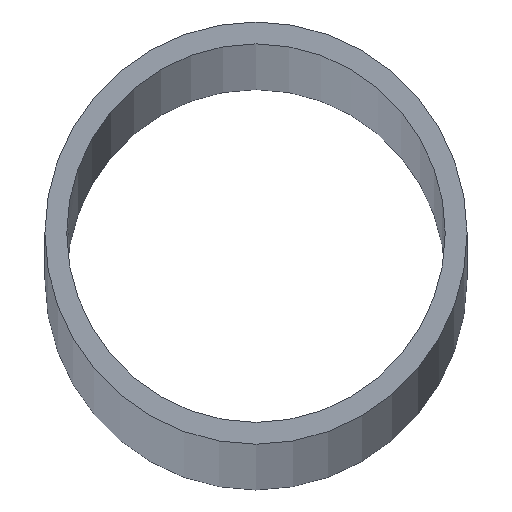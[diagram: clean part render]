
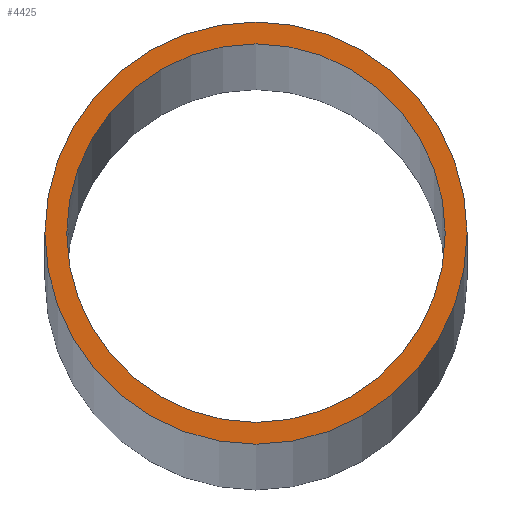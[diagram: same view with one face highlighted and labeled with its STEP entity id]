
A CAD part, top view. The second image highlights one B-rep face of the part: STEP entity #4425.
In plain terms, the highlighted planar face has unit normal (0, 0, 1).
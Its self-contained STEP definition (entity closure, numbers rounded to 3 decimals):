
#119 = VERTEX_POINT ( 'NONE', #632 ) ;
#632 = CARTESIAN_POINT ( 'NONE',  ( 21.65, 0., 1500. ) ) ;
#644 = VERTEX_POINT ( 'NONE', #5103 ) ;
#722 = EDGE_LOOP ( 'NONE', ( #10577 ) ) ;
#1658 = CARTESIAN_POINT ( 'NONE',  ( 0., 0., 1500. ) ) ;
#2131 = CARTESIAN_POINT ( 'NONE',  ( 0., 0., 1500. ) ) ;
#2348 = EDGE_LOOP ( 'NONE', ( #7512 ) ) ;
#2418 = DIRECTION ( 'NONE',  ( 0., 0., 1. ) ) ;
#2645 = EDGE_CURVE ( 'NONE', #644, #644, #7286, .T. ) ;
#3566 = CARTESIAN_POINT ( 'NONE',  ( 0., 0., 1500. ) ) ;
#4425 = ADVANCED_FACE ( 'NONE', ( #5511, #13276 ), #10291, .T. ) ;
#4429 = DIRECTION ( 'NONE',  ( 1., 0., 0. ) ) ;
#5103 = CARTESIAN_POINT ( 'NONE',  ( 24.15, 0., 1500. ) ) ;
#5511 = FACE_OUTER_BOUND ( 'NONE', #2348, .T. ) ;
#7286 = CIRCLE ( 'NONE', #9030, 24.15 ) ;
#7389 = EDGE_CURVE ( 'NONE', #119, #119, #11700, .T. ) ;
#7512 = ORIENTED_EDGE ( 'NONE', *, *, #2645, .T. ) ;
#8869 = AXIS2_PLACEMENT_3D ( 'NONE', #3566, #2418, #13441 ) ;
#8873 = DIRECTION ( 'NONE',  ( 0., 0., 1. ) ) ;
#9030 = AXIS2_PLACEMENT_3D ( 'NONE', #2131, #8873, #4429 ) ;
#10291 = PLANE ( 'NONE',  #8869 ) ;
#10577 = ORIENTED_EDGE ( 'NONE', *, *, #7389, .F. ) ;
#11700 = CIRCLE ( 'NONE', #12864, 21.65 ) ;
#12864 = AXIS2_PLACEMENT_3D ( 'NONE', #1658, #13813, #13718 ) ;
#13276 = FACE_BOUND ( 'NONE', #722, .T. ) ;
#13441 = DIRECTION ( 'NONE',  ( 1., 0., 0. ) ) ;
#13718 = DIRECTION ( 'NONE',  ( 1., 0., 0. ) ) ;
#13813 = DIRECTION ( 'NONE',  ( 0., 0., 1. ) ) ;
